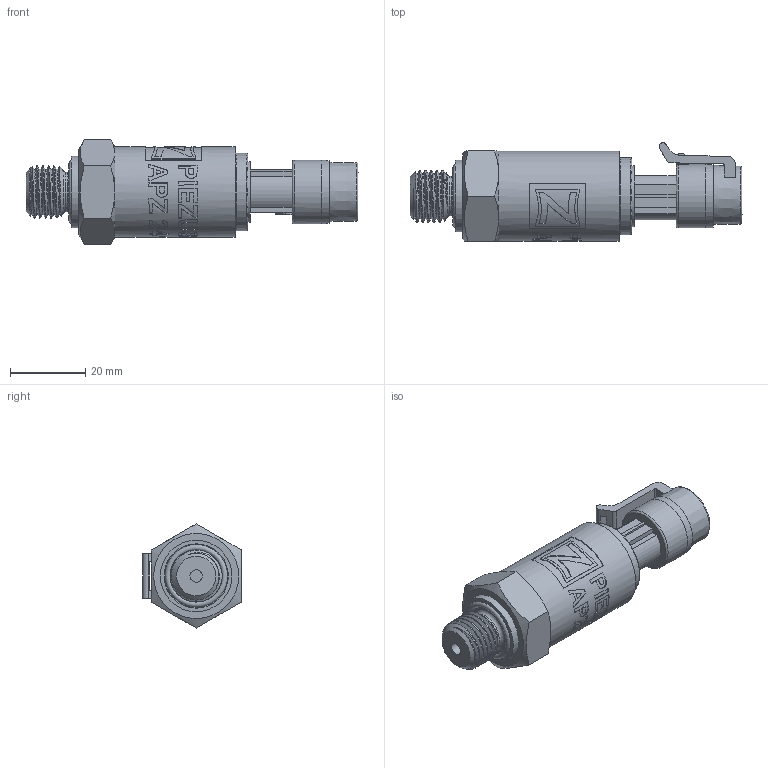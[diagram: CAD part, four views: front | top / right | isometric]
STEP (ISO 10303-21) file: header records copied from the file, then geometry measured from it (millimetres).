
FILE_DESCRIPTION(/* description */ (''),/* implementation_level */ '2;1');
FILE_NAME(/* name */ 'APZ2410_M14x1,5DIN_Packard.step',/* time_stamp */ '2021-06-11T14:47:43+03:00',/* author */ (''),/* organization */ (''),/* preprocessor_version */ 'ST-DEVELOPER v18.1',/* originating_system */ 'Autodesk Translation Framework v10.9.0.1377',/* authorisation */ '');
FILE_SCHEMA (('AUTOMOTIVE_DESIGN { 1 0 10303 214 3 1 1 }'));
Length unit declared in the file: millimetre
Products named in the file (4): APZ2410_M14x1,5DIN_Packard; M14x1,5 DIN; Packard male v12; Packard female v5
Assembly tree (3 placements, depth 2):
  APZ2410_M14x1,5DIN_Packard
    M14x1,5 DIN
    Packard male v12
    Packard female v5
Bounding box: 88.28 x 26.21 x 27.71 mm (x, y, z)
Volume: 26595.7 mm3; surface area: 13109.8 mm2
Topology: 11 solids, 11 shells, 494 faces, 1281 edges, 856 vertices
Faces by surface type: bspline 212, plane 169, cylinder 72, cone 27, torus 14
Full cylindrical faces by diameter (mm): 1.5 x3, 3.3 x1, 10.123 x1, 10.5 x1, 12 x1, 12.137 x5, 12.623 x2, 13.5 x1, 13.85 x4, 13.9 x1, 16.2 x1, 16.7 x1, 16.9 x1, 18 x2, 18.3 x1, 19 x1, 20 x2, 20.5 x1, 24 x1
Entity records: 22375 total; most frequent: CARTESIAN_POINT 11188, ORIENTED_EDGE 2562, DIRECTION 1759, EDGE_CURVE 1281, VERTEX_POINT 856, LINE 647, VECTOR 647, AXIS2_PLACEMENT_3D 556
